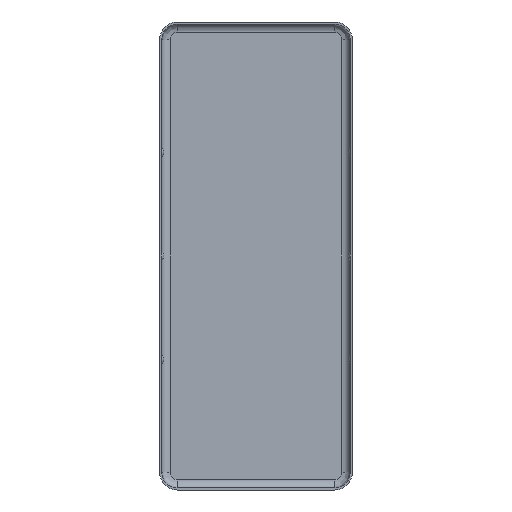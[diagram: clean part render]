
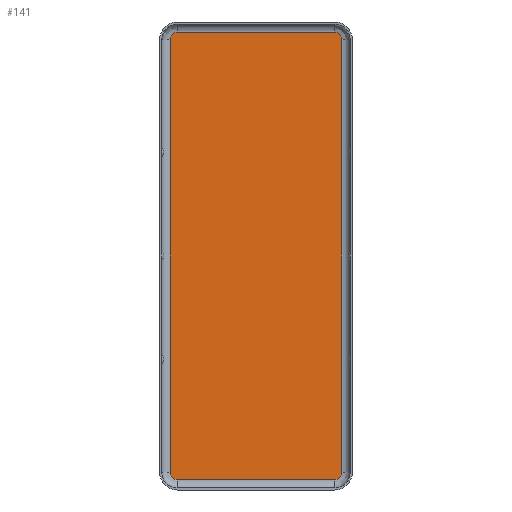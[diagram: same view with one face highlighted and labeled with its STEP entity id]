
A CAD part, front view. The second image highlights one B-rep face of the part: STEP entity #141.
In plain terms, the highlighted planar face has unit normal (0, -1, 0).
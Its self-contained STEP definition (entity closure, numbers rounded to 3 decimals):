
#141 = ADVANCED_FACE( 'NONE', ( #297 ), #298, .T. );
#297 = FACE_OUTER_BOUND( '', #634, .T. );
#298 = PLANE( '', #635 );
#634 = EDGE_LOOP( '', ( #930, #931, #932, #933, #934, #935, #936, #937 ) );
#635 = AXIS2_PLACEMENT_3D( '', #938, #939, #940 );
#930 = ORIENTED_EDGE( '', *, *, #1033, .F. );
#931 = ORIENTED_EDGE( '', *, *, #1118, .F. );
#932 = ORIENTED_EDGE( '', *, *, #1059, .F. );
#933 = ORIENTED_EDGE( '', *, *, #1024, .T. );
#934 = ORIENTED_EDGE( '', *, *, #1029, .T. );
#935 = ORIENTED_EDGE( '', *, *, #1107, .F. );
#936 = ORIENTED_EDGE( '', *, *, #1123, .T. );
#937 = ORIENTED_EDGE( '', *, *, #1138, .T. );
#938 = CARTESIAN_POINT( '', ( 7.6, 0., -20.9 ) );
#939 = DIRECTION( '', ( 0., -1., 0. ) );
#940 = DIRECTION( '', ( 0., 0., -1. ) );
#1024 = EDGE_CURVE( 'NONE', #1166, #1164, #1167, .T. );
#1029 = EDGE_CURVE( 'NONE', #1164, #1172, #1174, .T. );
#1033 = EDGE_CURVE( 'NONE', #1179, #1181, #1182, .T. );
#1059 = EDGE_CURVE( 'NONE', #1166, #1222, #1223, .T. );
#1107 = EDGE_CURVE( 'NONE', #1296, #1172, #1298, .T. );
#1118 = EDGE_CURVE( 'NONE', #1222, #1179, #1311, .T. );
#1123 = EDGE_CURVE( 'NONE', #1296, #1316, #1318, .T. );
#1138 = EDGE_CURVE( 'NONE', #1316, #1181, #1336, .T. );
#1164 = VERTEX_POINT( 'NONE', #1363 );
#1166 = VERTEX_POINT( 'NONE', #1365 );
#1167 = CIRCLE( '', #1366, 0.7 );
#1172 = VERTEX_POINT( 'NONE', #1372 );
#1174 = LINE( '', #1374, #1375 );
#1179 = VERTEX_POINT( 'NONE', #1381 );
#1181 = VERTEX_POINT( 'NONE', #1383 );
#1182 = LINE( '', #1384, #1385 );
#1222 = VERTEX_POINT( 'NONE', #1434 );
#1223 = LINE( '', #1435, #1436 );
#1296 = VERTEX_POINT( 'NONE', #1521 );
#1298 = CIRCLE( '', #1523, 0.7 );
#1311 = CIRCLE( '', #1540, 0.7 );
#1316 = VERTEX_POINT( 'NONE', #1545 );
#1318 = LINE( '', #1547, #1548 );
#1336 = CIRCLE( '', #1572, 0.7 );
#1363 = CARTESIAN_POINT( '', ( 7.6, 0., 21.6 ) );
#1365 = CARTESIAN_POINT( '', ( 8.3, 0., 20.9 ) );
#1366 = AXIS2_PLACEMENT_3D( '', #1604, #1605, #1606 );
#1372 = CARTESIAN_POINT( '', ( -7.6, 0., 21.6 ) );
#1374 = CARTESIAN_POINT( '', ( 7.6, 0., 21.6 ) );
#1375 = VECTOR( '', #1614, 1000. );
#1381 = CARTESIAN_POINT( '', ( 7.6, 0., -21.6 ) );
#1383 = CARTESIAN_POINT( '', ( -7.6, 0., -21.6 ) );
#1384 = CARTESIAN_POINT( '', ( 7.6, 0., -21.6 ) );
#1385 = VECTOR( '', #1619, 1000. );
#1434 = CARTESIAN_POINT( '', ( 8.3, 0., -20.9 ) );
#1435 = CARTESIAN_POINT( '', ( 8.3, 0., 0. ) );
#1436 = VECTOR( '', #1656, 1000. );
#1521 = CARTESIAN_POINT( '', ( -8.3, 0., 20.9 ) );
#1523 = AXIS2_PLACEMENT_3D( '', #1744, #1745, #1746 );
#1540 = AXIS2_PLACEMENT_3D( '', #1757, #1758, #1759 );
#1545 = CARTESIAN_POINT( '', ( -8.3, 0., -20.9 ) );
#1547 = CARTESIAN_POINT( '', ( -8.3, 0., 0. ) );
#1548 = VECTOR( '', #1766, 1000. );
#1572 = AXIS2_PLACEMENT_3D( '', #1785, #1786, #1787 );
#1604 = CARTESIAN_POINT( '', ( 7.6, 0., 20.9 ) );
#1605 = DIRECTION( '', ( 0., -1., 0. ) );
#1606 = DIRECTION( '', ( 0., 0., -1. ) );
#1614 = DIRECTION( '', ( -1., 0., 0. ) );
#1619 = DIRECTION( '', ( -1., 0., 0. ) );
#1656 = DIRECTION( '', ( 0., 0., -1. ) );
#1744 = CARTESIAN_POINT( '', ( -7.6, 0., 20.9 ) );
#1745 = DIRECTION( '', ( 0., 1., 0. ) );
#1746 = DIRECTION( '', ( 0., 0., -1. ) );
#1757 = CARTESIAN_POINT( '', ( 7.6, 0., -20.9 ) );
#1758 = DIRECTION( '', ( 0., 1., 0. ) );
#1759 = DIRECTION( '', ( 0., 0., 1. ) );
#1766 = DIRECTION( '', ( 0., 0., -1. ) );
#1785 = CARTESIAN_POINT( '', ( -7.6, 0., -20.9 ) );
#1786 = DIRECTION( '', ( 0., -1., 0. ) );
#1787 = DIRECTION( '', ( 0., 0., 1. ) );
